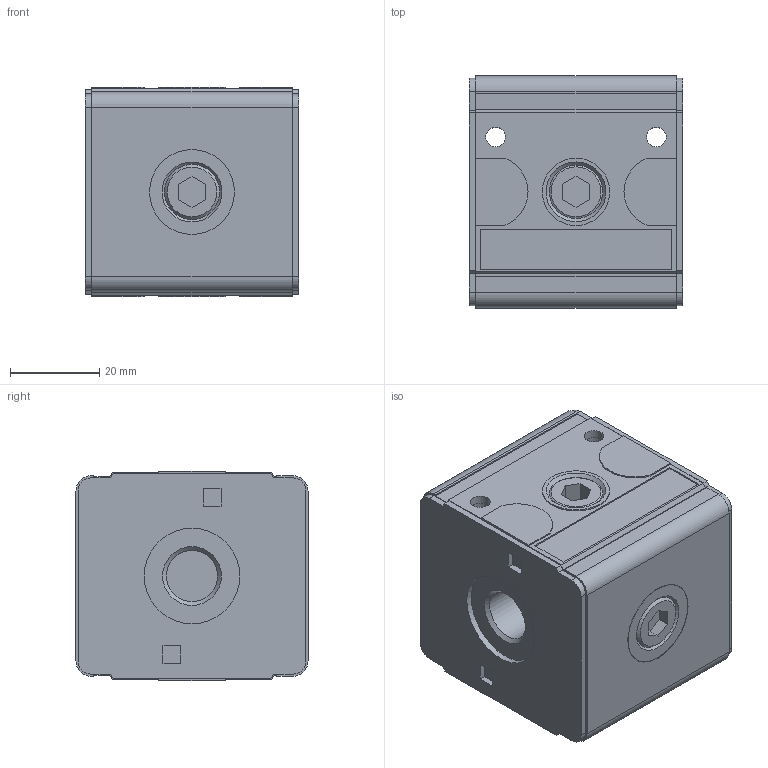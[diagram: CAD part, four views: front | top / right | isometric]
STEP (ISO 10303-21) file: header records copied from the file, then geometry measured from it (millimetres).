
FILE_DESCRIPTION( ( 'STEP AP203' ), ' ' );
FILE_NAME( '9.4011.100.stp', '2017-04-10T08:00:50', ( '' ), ( '' ), ' ', 'PARTsolutions', ' ' );
FILE_SCHEMA( ( 'CONFIG_CONTROL_DESIGN' ) );
Length unit declared in the file: millimetre
Products named in the file (1): _9.4011.100
Bounding box: 47.8 x 52 x 47 mm (x, y, z)
Volume: 107487.1 mm3; surface area: 17242.2 mm2
Topology: 1 solids, 2 shells, 192 faces, 460 edges, 304 vertices
Faces by surface type: plane 146, cylinder 31, cone 15
Full cylindrical faces by diameter (mm): 4.4 x4, 11.445 x3, 15.1 x2, 15.7 x1, 19 x1, 19.2 x1, 21.4 x2, 25 x1
Entity records: 5414 total; most frequent: CARTESIAN_POINT 925, DIRECTION 898, ORIENTED_EDGE 858, EDGE_CURVE 429, LINE 346, VECTOR 346, VERTEX_POINT 303, AXIS2_PLACEMENT_3D 276
